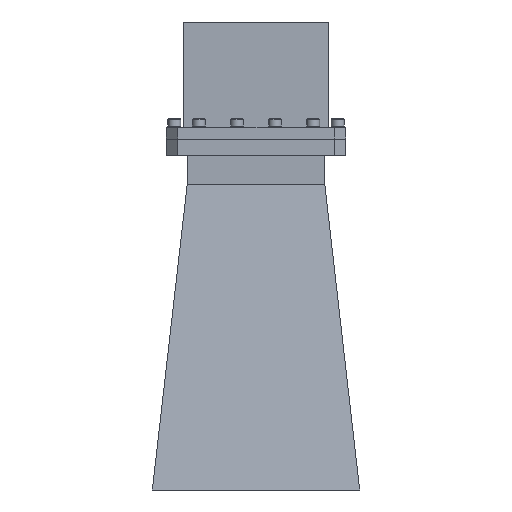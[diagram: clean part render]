
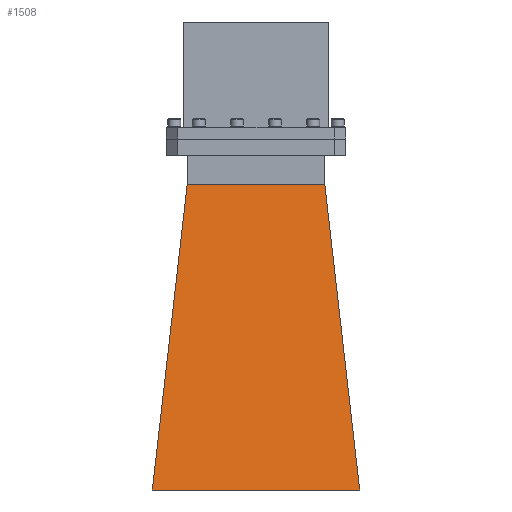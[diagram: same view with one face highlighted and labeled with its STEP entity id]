
A CAD part, front view. The second image highlights one B-rep face of the part: STEP entity #1508.
In plain terms, the highlighted planar face has unit normal (0, -0.987, 0.161).
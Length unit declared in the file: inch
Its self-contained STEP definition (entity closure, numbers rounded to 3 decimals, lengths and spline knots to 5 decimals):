
#994 = LINE ( 'NONE', #3292, #22162 ) ;
#1508 = ADVANCED_FACE ( 'NONE', ( #12068 ), #17169, .T. ) ;
#1797 = CARTESIAN_POINT ( 'NONE',  ( -2.215, -1.78, -7.5 ) ) ;
#1888 = ORIENTED_EDGE ( 'NONE', *, *, #3792, .T. ) ;
#2164 = CARTESIAN_POINT ( 'NONE',  ( -1.47, -0.72, -0.98 ) ) ;
#2461 = LINE ( 'NONE', #1797, #4169 ) ;
#2677 = VERTEX_POINT ( 'NONE', #17070 ) ;
#3011 = DIRECTION ( 'NONE',  ( 0., -0.987, 0.16 ) ) ;
#3292 = CARTESIAN_POINT ( 'NONE',  ( -2.215, -1.78, -7.5 ) ) ;
#3792 = EDGE_CURVE ( 'NONE', #16393, #2677, #994, .T. ) ;
#3900 = EDGE_CURVE ( 'NONE', #13802, #6664, #13462, .T. ) ;
#4114 = LINE ( 'NONE', #10721, #17966 ) ;
#4169 = VECTOR ( 'NONE', #12602, 39.37008 ) ;
#4698 = CARTESIAN_POINT ( 'NONE',  ( 1.47, -0.72, -0.98 ) ) ;
#6345 = CARTESIAN_POINT ( 'NONE',  ( 0., -0.54624, 0.08881 ) ) ;
#6664 = VERTEX_POINT ( 'NONE', #13585 ) ;
#7093 = DIRECTION ( 'NONE',  ( -0.112, 0.159, 0.981 ) ) ;
#8430 = CARTESIAN_POINT ( 'NONE',  ( -2.215, -1.78, -7.5 ) ) ;
#10395 = AXIS2_PLACEMENT_3D ( 'NONE', #6345, #3011, #22897 ) ;
#10721 = CARTESIAN_POINT ( 'NONE',  ( 2.215, -1.78, -7.5 ) ) ;
#12068 = FACE_OUTER_BOUND ( 'NONE', #15761, .T. ) ;
#12520 = EDGE_CURVE ( 'NONE', #16393, #6664, #2461, .T. ) ;
#12602 = DIRECTION ( 'NONE',  ( 0.112, 0.159, 0.981 ) ) ;
#12905 = CARTESIAN_POINT ( 'NONE',  ( -0.49, -0.72, -0.98 ) ) ;
#13462 = B_SPLINE_CURVE_WITH_KNOTS ( 'NONE', 3,
 ( #18207, #16483, #12905, #2164 ),
 .UNSPECIFIED., .F., .F.,
 ( 4, 4 ),
 ( 0., 1. ),
 .UNSPECIFIED. ) ;
#13585 = CARTESIAN_POINT ( 'NONE',  ( -1.47, -0.72, -0.98 ) ) ;
#13802 = VERTEX_POINT ( 'NONE', #4698 ) ;
#14128 = ORIENTED_EDGE ( 'NONE', *, *, #14363, .T. ) ;
#14363 = EDGE_CURVE ( 'NONE', #2677, #13802, #4114, .T. ) ;
#15761 = EDGE_LOOP ( 'NONE', ( #14128, #19474, #21843, #1888 ) ) ;
#16393 = VERTEX_POINT ( 'NONE', #8430 ) ;
#16483 = CARTESIAN_POINT ( 'NONE',  ( 0.49, -0.72, -0.98 ) ) ;
#17070 = CARTESIAN_POINT ( 'NONE',  ( 2.215, -1.78, -7.5 ) ) ;
#17169 = PLANE ( 'NONE',  #10395 ) ;
#17966 = VECTOR ( 'NONE', #7093, 39.37008 ) ;
#18207 = CARTESIAN_POINT ( 'NONE',  ( 1.47, -0.72, -0.98 ) ) ;
#19474 = ORIENTED_EDGE ( 'NONE', *, *, #3900, .T. ) ;
#21843 = ORIENTED_EDGE ( 'NONE', *, *, #12520, .F. ) ;
#22162 = VECTOR ( 'NONE', #23094, 39.37008 ) ;
#22897 = DIRECTION ( 'NONE',  ( 0., -0.16, -0.987 ) ) ;
#23094 = DIRECTION ( 'NONE',  ( 1., 0., 0. ) ) ;
